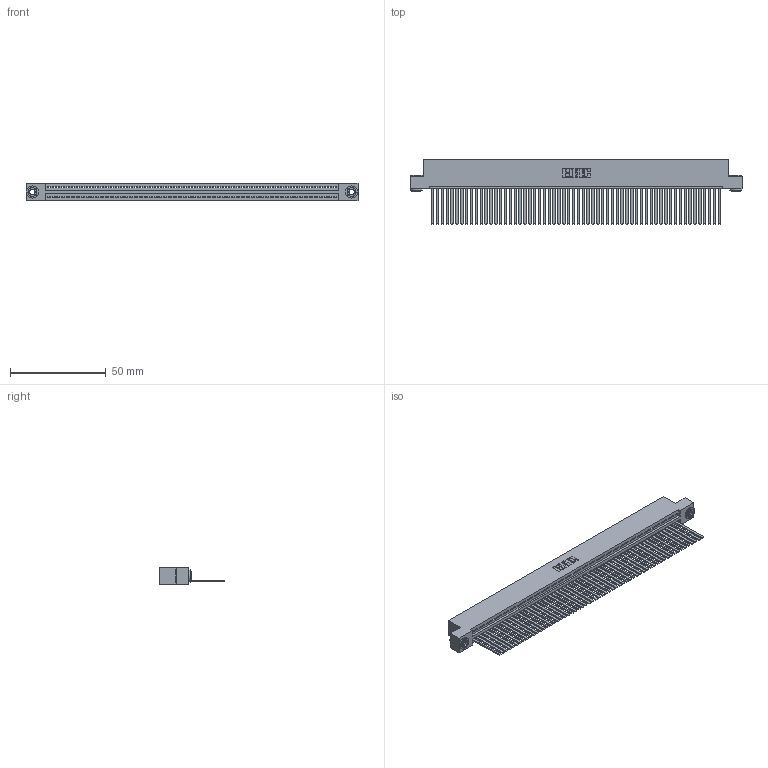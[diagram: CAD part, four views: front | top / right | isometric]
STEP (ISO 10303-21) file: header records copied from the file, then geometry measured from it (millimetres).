
FILE_DESCRIPTION (( 'STEP AP203' ), '1' );
FILE_NAME ('395-060-544-103.STEP', '2019-10-24T12:57:01', ( '' ), ( '' ), 'SwSTEP 2.0', 'SolidWorks 2016', '' );
FILE_SCHEMA (( 'CONFIG_CONTROL_DESIGN' ));
Length unit declared in the file: inch
Products named in the file (4): 395-060-544-103; 345-292-001_345-293-144; 345-250-002_345-250-002-102; 345 Part_Flush Mounting Lugs - 0.156 Dia-TH
Assembly tree (63 placements, depth 2):
  395-060-544-103
    345 Part_Flush Mounting Lugs - 0.156 Dia-TH
    345-292-001_345-293-144  x60
    345-250-002_345-250-002-102  x2
Bounding box: 173.61 x 33.96 x 9.4 mm (x, y, z)
Volume: 17351.3 mm3; surface area: 25603.5 mm2
Topology: 63 solids, 63 shells, 3284 faces, 9897 edges, 6514 vertices
Faces by surface type: plane 2250, cylinder 1026, cone 8
Entity records: 43200 total; most frequent: CARTESIAN_POINT 7459, ORIENTED_EDGE 7446, DIRECTION 6517, EDGE_CURVE 3723, VECTOR 3331, LINE 3331, VERTEX_POINT 2478, AXIS2_PLACEMENT_3D 1593
